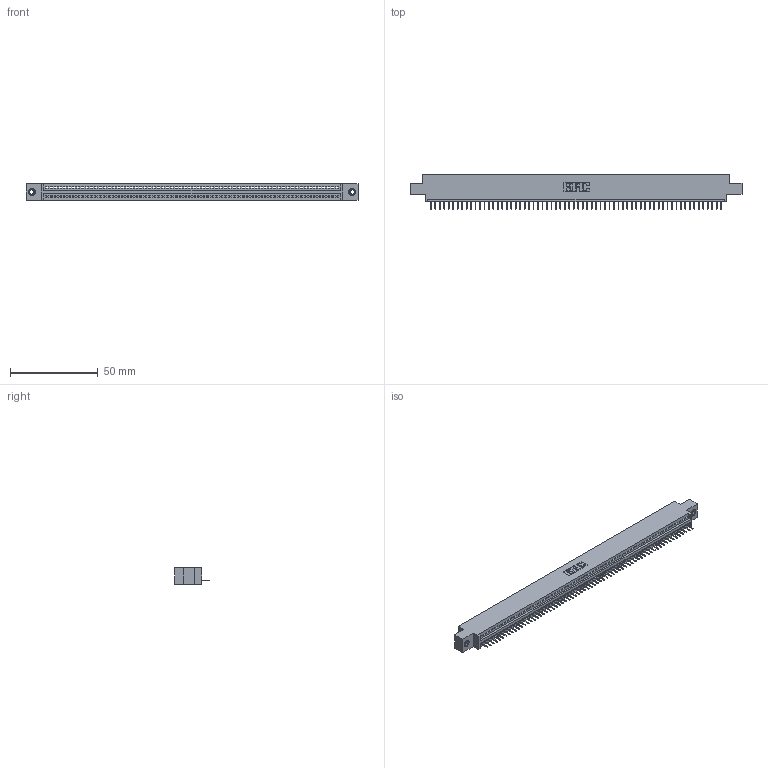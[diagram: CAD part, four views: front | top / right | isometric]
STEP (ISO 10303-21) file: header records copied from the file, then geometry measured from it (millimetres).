
FILE_DESCRIPTION (( 'STEP AP203' ), '1' );
FILE_NAME ('395-066-524-607.STEP', '2018-11-25T02:39:20', ( '' ), ( '' ), 'SwSTEP 2.0', 'SolidWorks 2016', '' );
FILE_SCHEMA (( 'CONFIG_CONTROL_DESIGN' ));
Length unit declared in the file: inch
Products named in the file (4): 395-066-524-607; 345 Part_0.170 Offset - 0.156 Dia-TI; 345-292-001_345-293-124; 345-250-001_345-250-005-103
Assembly tree (69 placements, depth 2):
  395-066-524-607
    345 Part_0.170 Offset - 0.156 Dia-TI
    345-292-001_345-293-124  x66
    345-250-001_345-250-005-103  x2
Bounding box: 188.85 x 19.35 x 9.4 mm (x, y, z)
Volume: 17746.1 mm3; surface area: 23234.6 mm2
Topology: 69 solids, 69 shells, 4282 faces, 12369 edges, 7974 vertices
Faces by surface type: plane 3152, cylinder 1114, cone 12, torus 4
Entity records: 47834 total; most frequent: CARTESIAN_POINT 8265, ORIENTED_EDGE 8258, DIRECTION 7211, EDGE_CURVE 4129, LINE 3717, VECTOR 3717, VERTEX_POINT 2744, AXIS2_PLACEMENT_3D 1747
